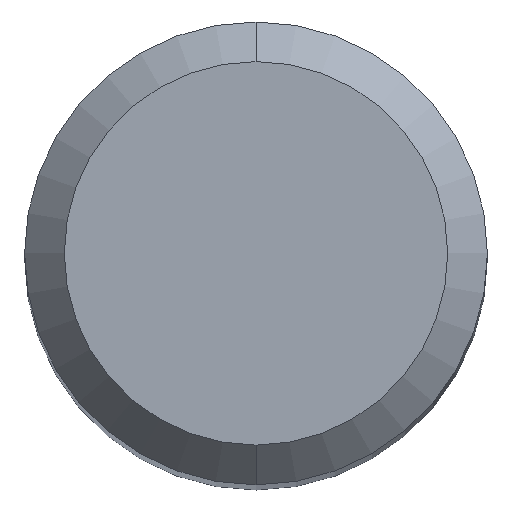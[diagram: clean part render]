
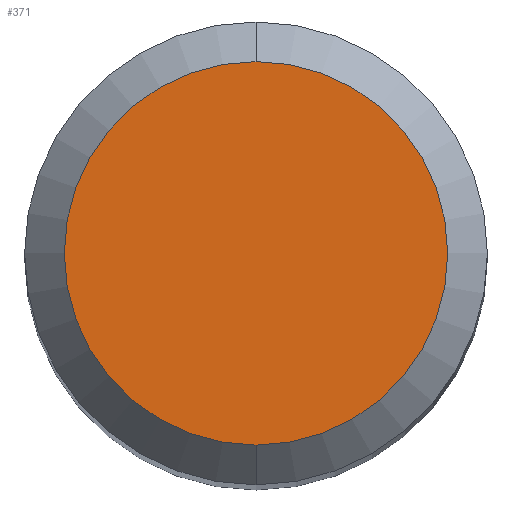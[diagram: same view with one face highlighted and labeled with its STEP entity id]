
A CAD part, top view. The second image highlights one B-rep face of the part: STEP entity #371.
In plain terms, the highlighted planar face has unit normal (0, 0, 1).
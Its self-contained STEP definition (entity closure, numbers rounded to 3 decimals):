
#259=EDGE_CURVE('',#439,#423,#618,.T.);
#329=EDGE_CURVE('',#423,#439,#698,.T.);
#371=ADVANCED_FACE('',(#745),#746,.T.);
#423=VERTEX_POINT('',#805);
#439=VERTEX_POINT('',#824);
#618=CIRCLE('',#1102,1.45);
#698=CIRCLE('',#1218,1.45);
#745=FACE_OUTER_BOUND('',#1316,.T.);
#746=PLANE('',#1317);
#805=CARTESIAN_POINT('',(0.,-1.45,0.0));
#824=CARTESIAN_POINT('',(0.0,1.45,0.0));
#1102=AXIS2_PLACEMENT_3D('',#1696,#1697,#1698);
#1218=AXIS2_PLACEMENT_3D('',#1812,#1813,#1814);
#1316=EDGE_LOOP('',(#1865,#1866));
#1317=AXIS2_PLACEMENT_3D('',#1867,#1868,#1869);
#1696=CARTESIAN_POINT('',(0.0,0.0,0.0));
#1697=DIRECTION('',(0.0,0.0,-1.0));
#1698=DIRECTION('',(0.0,1.0,0.0));
#1812=CARTESIAN_POINT('',(0.0,0.0,0.0));
#1813=DIRECTION('',(0.0,0.0,-1.0));
#1814=DIRECTION('',(0.0,1.0,0.0));
#1865=ORIENTED_EDGE('',*,*,#259,.F.);
#1866=ORIENTED_EDGE('',*,*,#329,.F.);
#1867=CARTESIAN_POINT('',(0.0,0.725,0.0));
#1868=DIRECTION('',(-0.0,0.0,1.0));
#1869=DIRECTION('',(0.0,-1.0,0.0));
